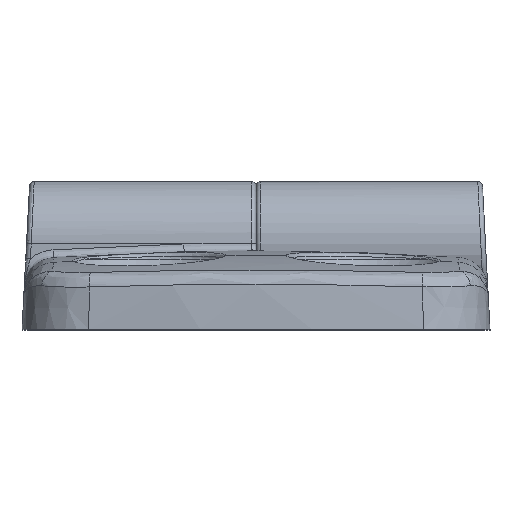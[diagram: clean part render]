
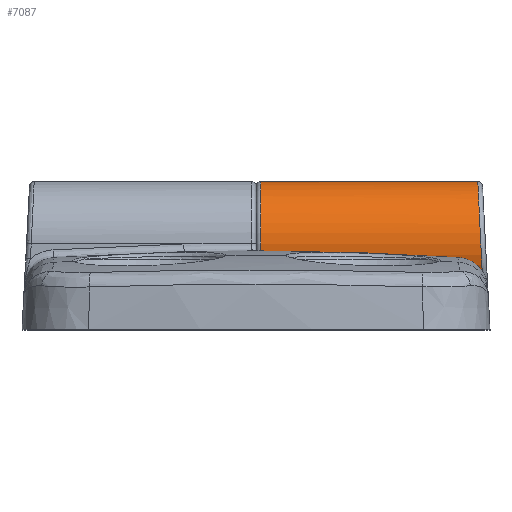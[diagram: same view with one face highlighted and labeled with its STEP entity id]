
A CAD part, top view. The second image highlights one B-rep face of the part: STEP entity #7087.
In plain terms, the highlighted cylindrical face has radius 4 mm (diameter 8 mm), a partial arc.
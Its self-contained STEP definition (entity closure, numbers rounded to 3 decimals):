
#241=CYLINDRICAL_SURFACE('',#7634,4.);
#312=LINE('',#11315,#715);
#313=LINE('',#11324,#716);
#314=LINE('',#11328,#717);
#315=LINE('',#11337,#718);
#715=VECTOR('',#8505,9.788);
#716=VECTOR('',#8508,2.7);
#717=VECTOR('',#8511,8.938);
#718=VECTOR('',#8512,2.667);
#1163=ELLIPSE('',#7635,4.005,4.);
#1232=B_SPLINE_CURVE_WITH_KNOTS('',3,(#10263,#10264,#10265,#10266,#10267,
#10268,#10269,#10270,#10271,#10272,#10273,#10274,#10275),.UNSPECIFIED.,
 .F.,.F.,(4,3,3,3,4),(0.,0.393,0.785,1.178,
1.571),.UNSPECIFIED.);
#1274=B_SPLINE_CURVE_WITH_KNOTS('',3,(#11298,#11299,#11300,#11301,#11302,
#11303,#11304,#11305,#11306,#11307,#11308,#11309,#11310,#11311,#11312,#11313),
 .UNSPECIFIED.,.F.,.F.,(4,3,3,3,3,4),(4.712,4.989,
5.31,5.623,5.941,6.283),
 .UNSPECIFIED.);
#1275=B_SPLINE_CURVE_WITH_KNOTS('',3,(#11317,#11318,#11319,#11320),
 .UNSPECIFIED.,.F.,.F.,(4,4),(0.,0.004),.UNSPECIFIED.);
#1276=B_SPLINE_CURVE_WITH_KNOTS('',3,(#11330,#11331,#11332,#11333,#11334,
#11335,#11336),.UNSPECIFIED.,.F.,.F.,(4,3,4),(2.925,3.298,
3.665),.UNSPECIFIED.);
#1695=FACE_OUTER_BOUND('',#2180,.T.);
#2180=EDGE_LOOP('',(#4943,#4944,#4945,#4946,#4947,#4948,#4949,#4950,#4951,
#4952,#4953));
#2691=CIRCLE('',#7636,4.);
#2692=CIRCLE('',#7637,4.);
#3014=VERTEX_POINT('',#10261);
#3015=VERTEX_POINT('',#10262);
#3139=VERTEX_POINT('',#11295);
#3140=VERTEX_POINT('',#11296);
#3141=VERTEX_POINT('',#11314);
#3142=VERTEX_POINT('',#11316);
#3143=VERTEX_POINT('',#11321);
#3144=VERTEX_POINT('',#11323);
#3145=VERTEX_POINT('',#11325);
#3146=VERTEX_POINT('',#11327);
#3147=VERTEX_POINT('',#11329);
#3688=EDGE_CURVE('',#3014,#3015,#1232,.T.);
#3814=EDGE_CURVE('',#3139,#3140,#1163,.T.);
#3815=EDGE_CURVE('',#3140,#3014,#1274,.T.);
#3816=EDGE_CURVE('',#3015,#3141,#312,.T.);
#3817=EDGE_CURVE('',#3141,#3142,#1275,.T.);
#3818=EDGE_CURVE('',#3142,#3143,#2691,.T.);
#3819=EDGE_CURVE('',#3144,#3143,#313,.T.);
#3820=EDGE_CURVE('',#3144,#3145,#2692,.T.);
#3821=EDGE_CURVE('',#3146,#3145,#314,.T.);
#3822=EDGE_CURVE('',#3146,#3147,#1276,.T.);
#3823=EDGE_CURVE('',#3139,#3147,#315,.T.);
#4943=ORIENTED_EDGE('',*,*,#3814,.T.);
#4944=ORIENTED_EDGE('',*,*,#3815,.T.);
#4945=ORIENTED_EDGE('',*,*,#3688,.T.);
#4946=ORIENTED_EDGE('',*,*,#3816,.T.);
#4947=ORIENTED_EDGE('',*,*,#3817,.T.);
#4948=ORIENTED_EDGE('',*,*,#3818,.T.);
#4949=ORIENTED_EDGE('',*,*,#3819,.F.);
#4950=ORIENTED_EDGE('',*,*,#3820,.T.);
#4951=ORIENTED_EDGE('',*,*,#3821,.F.);
#4952=ORIENTED_EDGE('',*,*,#3822,.T.);
#4953=ORIENTED_EDGE('',*,*,#3823,.F.);
#7087=ADVANCED_FACE('',(#1695),#241,.T.);
#7634=AXIS2_PLACEMENT_3D('',#11294,#8501,#8502);
#7635=AXIS2_PLACEMENT_3D('',#11297,#8503,#8504);
#7636=AXIS2_PLACEMENT_3D('',#11322,#8506,#8507);
#7637=AXIS2_PLACEMENT_3D('',#11326,#8509,#8510);
#8501=DIRECTION('center_axis',(-1.,0.,0.));
#8502=DIRECTION('ref_axis',(0.,0.,1.));
#8503=DIRECTION('center_axis',(-0.999,-0.048,0.));
#8504=DIRECTION('ref_axis',(0.048,-0.999,0.));
#8505=DIRECTION('',(-1.,0.,0.));
#8506=DIRECTION('center_axis',(1.,0.,0.));
#8507=DIRECTION('ref_axis',(0.,0.,-1.));
#8508=DIRECTION('',(-1.,0.,0.));
#8509=DIRECTION('center_axis',(1.,0.,0.));
#8510=DIRECTION('ref_axis',(0.,0.,-1.));
#8511=DIRECTION('',(-1.,0.,0.));
#8512=DIRECTION('',(-1.,0.,0.));
#10261=CARTESIAN_POINT('',(14.217,9.5,0.));
#10262=CARTESIAN_POINT('',(14.411,5.5,-4.));
#10263=CARTESIAN_POINT('Ctrl Pts',(14.217,9.5,0.));
#10264=CARTESIAN_POINT('Ctrl Pts',(14.217,9.5,-0.524));
#10265=CARTESIAN_POINT('Ctrl Pts',(14.222,9.396,-1.047));
#10266=CARTESIAN_POINT('Ctrl Pts',(14.232,9.196,-1.531));
#10267=CARTESIAN_POINT('Ctrl Pts',(14.242,8.995,-2.014));
#10268=CARTESIAN_POINT('Ctrl Pts',(14.256,8.699,-2.458));
#10269=CARTESIAN_POINT('Ctrl Pts',(14.274,8.328,-2.828));
#10270=CARTESIAN_POINT('Ctrl Pts',(14.292,7.958,-3.199));
#10271=CARTESIAN_POINT('Ctrl Pts',(14.314,7.514,-3.495));
#10272=CARTESIAN_POINT('Ctrl Pts',(14.337,7.031,-3.696));
#10273=CARTESIAN_POINT('Ctrl Pts',(14.361,6.547,-3.896));
#10274=CARTESIAN_POINT('Ctrl Pts',(14.386,6.024,-4.));
#10275=CARTESIAN_POINT('Ctrl Pts',(14.411,5.5,-4.));
#11294=CARTESIAN_POINT('Origin',(15.,5.5,0.));
#11295=CARTESIAN_POINT('',(14.579,2.036,2.));
#11296=CARTESIAN_POINT('',(14.411,5.5,4.));
#11297=CARTESIAN_POINT('Origin',(14.411,5.5,0.));
#11298=CARTESIAN_POINT('Ctrl Pts',(14.411,5.5,4.));
#11299=CARTESIAN_POINT('Ctrl Pts',(14.395,5.832,4.));
#11300=CARTESIAN_POINT('Ctrl Pts',(14.378,6.184,3.958));
#11301=CARTESIAN_POINT('Ctrl Pts',(14.361,6.535,3.864));
#11302=CARTESIAN_POINT('Ctrl Pts',(14.341,6.944,3.754));
#11303=CARTESIAN_POINT('Ctrl Pts',(14.322,7.351,3.574));
#11304=CARTESIAN_POINT('Ctrl Pts',(14.304,7.722,3.326));
#11305=CARTESIAN_POINT('Ctrl Pts',(14.286,8.083,3.085));
#11306=CARTESIAN_POINT('Ctrl Pts',(14.27,8.408,2.781));
#11307=CARTESIAN_POINT('Ctrl Pts',(14.258,8.673,2.435));
#11308=CARTESIAN_POINT('Ctrl Pts',(14.244,8.944,2.083));
#11309=CARTESIAN_POINT('Ctrl Pts',(14.234,9.151,1.688));
#11310=CARTESIAN_POINT('Ctrl Pts',(14.228,9.288,1.286));
#11311=CARTESIAN_POINT('Ctrl Pts',(14.221,9.435,0.853));
#11312=CARTESIAN_POINT('Ctrl Pts',(14.217,9.5,0.411));
#11313=CARTESIAN_POINT('Ctrl Pts',(14.217,9.5,0.));
#11314=CARTESIAN_POINT('',(4.623,5.5,-4.));
#11315=CARTESIAN_POINT('',(15.,5.5,-4.));
#11316=CARTESIAN_POINT('',(0.3,5.544,-4.));
#11317=CARTESIAN_POINT('Ctrl Pts',(4.623,5.5,-4.));
#11318=CARTESIAN_POINT('Ctrl Pts',(3.182,5.53,-4.));
#11319=CARTESIAN_POINT('Ctrl Pts',(1.741,5.543,-4.));
#11320=CARTESIAN_POINT('Ctrl Pts',(0.3,5.544,-4.));
#11321=CARTESIAN_POINT('',(0.3,2.036,2.));
#11322=CARTESIAN_POINT('Origin',(0.3,5.5,0.));
#11323=CARTESIAN_POINT('',(3.,2.036,2.));
#11324=CARTESIAN_POINT('',(15.,2.036,2.));
#11325=CARTESIAN_POINT('',(3.,1.593,-0.858));
#11326=CARTESIAN_POINT('Origin',(3.,5.5,0.));
#11327=CARTESIAN_POINT('',(11.938,1.593,-0.858));
#11328=CARTESIAN_POINT('',(22.653,1.593,-0.858));
#11329=CARTESIAN_POINT('',(11.912,2.036,2.));
#11330=CARTESIAN_POINT('Ctrl Pts',(11.938,1.593,-0.858));
#11331=CARTESIAN_POINT('Ctrl Pts',(11.944,1.489,-0.384));
#11332=CARTESIAN_POINT('Ctrl Pts',(11.945,1.471,0.126));
#11333=CARTESIAN_POINT('Ctrl Pts',(11.941,1.549,0.621));
#11334=CARTESIAN_POINT('Ctrl Pts',(11.936,1.626,1.111));
#11335=CARTESIAN_POINT('Ctrl Pts',(11.926,1.796,1.585));
#11336=CARTESIAN_POINT('Ctrl Pts',(11.912,2.036,2.));
#11337=CARTESIAN_POINT('',(15.,2.036,2.));
